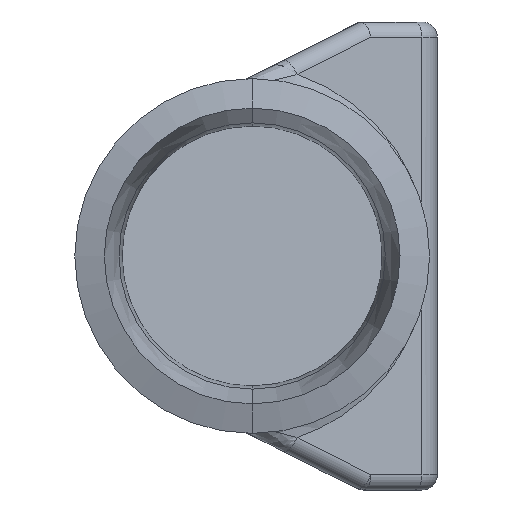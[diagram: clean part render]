
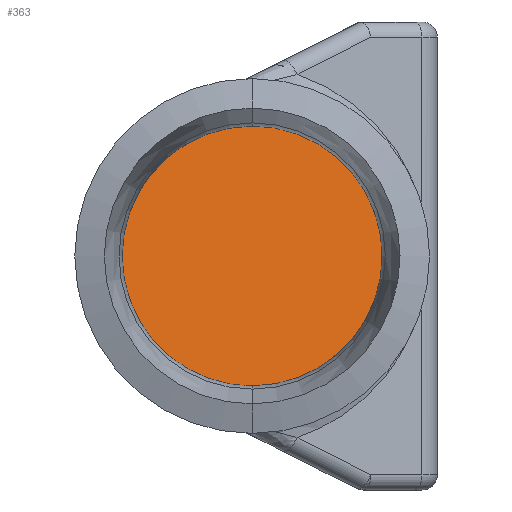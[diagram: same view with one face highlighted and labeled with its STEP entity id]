
A CAD part, left-side view. The second image highlights one B-rep face of the part: STEP entity #363.
In plain terms, the highlighted planar face has unit normal (-0.866, -0.5, 0).
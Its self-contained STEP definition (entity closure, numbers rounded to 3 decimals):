
#52 = FACE_OUTER_BOUND ( 'NONE', #553, .T. ) ;
#119 = CARTESIAN_POINT ( 'NONE',  ( 70.312, 17., 8.5 ) ) ;
#127 = CARTESIAN_POINT ( 'NONE',  ( 80.127, 0., -8.5 ) ) ;
#222 = VERTEX_POINT ( 'NONE', #230 ) ;
#230 = CARTESIAN_POINT ( 'NONE',  ( 80.127, 0., 8.5 ) ) ;
#286 = CARTESIAN_POINT ( 'NONE',  ( 80.127, 0., 8.5 ) ) ;
#363 = ADVANCED_FACE ( 'NONE', ( #52 ), #1681, .T. ) ;
#428 = CARTESIAN_POINT ( 'NONE',  ( 80.127, 0., 8.5 ) ) ;
#454 = CARTESIAN_POINT ( 'NONE',  ( 89.942, -17., -8.5 ) ) ;
#553 = EDGE_LOOP ( 'NONE', ( #819, #1179 ) ) ;
#583 = EDGE_CURVE ( 'NONE', #1564, #222, #649, .T. ) ;
#588 = CARTESIAN_POINT ( 'NONE',  ( 89.942, -17., 8.5 ) ) ;
#649 =( BOUNDED_CURVE ( )  B_SPLINE_CURVE ( 3, ( #1177, #454, #588, #428 ),
 .UNSPECIFIED., .F., .T. ) 
 B_SPLINE_CURVE_WITH_KNOTS ( ( 4, 4 ),
 ( 1.571, 4.712 ),
 .UNSPECIFIED. ) 
 CURVE ( )  GEOMETRIC_REPRESENTATION_ITEM ( )  RATIONAL_B_SPLINE_CURVE ( ( 1., 0.333, 0.333, 1. ) ) 
 REPRESENTATION_ITEM ( '' )  );
#819 = ORIENTED_EDGE ( 'NONE', *, *, #960, .T. ) ;
#929 = CARTESIAN_POINT ( 'NONE',  ( 86.825, -11.6, -42.304 ) ) ;
#960 = EDGE_CURVE ( 'NONE', #222, #1564, #977, .T. ) ;
#977 =( BOUNDED_CURVE ( )  B_SPLINE_CURVE ( 3, ( #286, #119, #1160, #127 ),
 .UNSPECIFIED., .F., .T. ) 
 B_SPLINE_CURVE_WITH_KNOTS ( ( 4, 4 ),
 ( 4.712, 7.854 ),
 .UNSPECIFIED. ) 
 CURVE ( )  GEOMETRIC_REPRESENTATION_ITEM ( )  RATIONAL_B_SPLINE_CURVE ( ( 1., 0.333, 0.333, 1. ) ) 
 REPRESENTATION_ITEM ( '' )  );
#1010 = AXIS2_PLACEMENT_3D ( 'NONE', #929, #1080, #1074 ) ;
#1074 = DIRECTION ( 'NONE',  ( 0.5, -0.866, 0. ) ) ;
#1080 = DIRECTION ( 'NONE',  ( -0.866, -0.5, 0. ) ) ;
#1160 = CARTESIAN_POINT ( 'NONE',  ( 70.312, 17., -8.5 ) ) ;
#1177 = CARTESIAN_POINT ( 'NONE',  ( 80.127, 0., -8.5 ) ) ;
#1179 = ORIENTED_EDGE ( 'NONE', *, *, #583, .T. ) ;
#1512 = CARTESIAN_POINT ( 'NONE',  ( 80.127, 0., -8.5 ) ) ;
#1564 = VERTEX_POINT ( 'NONE', #1512 ) ;
#1681 = PLANE ( 'NONE',  #1010 ) ;
